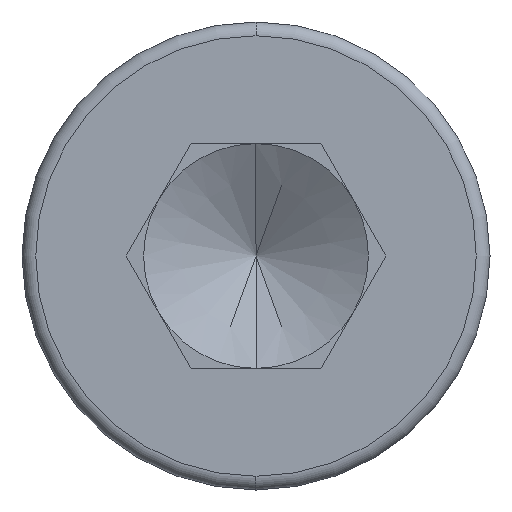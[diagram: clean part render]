
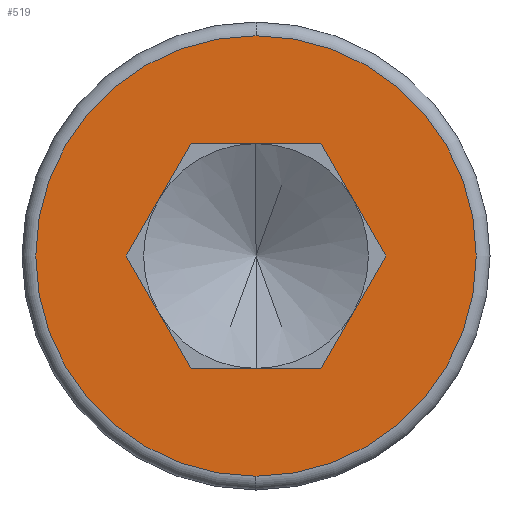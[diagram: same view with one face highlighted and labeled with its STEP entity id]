
A CAD part, left-side view. The second image highlights one B-rep face of the part: STEP entity #519.
In plain terms, the highlighted planar face has unit normal (-1, 0, 0).
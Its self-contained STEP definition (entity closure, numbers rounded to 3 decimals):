
#3 = AXIS2_PLACEMENT_3D ( 'NONE', #437, #130, #391 ) ;
#4 = LINE ( 'NONE', #251, #237 ) ;
#16 = VECTOR ( 'NONE', #256, 1000. ) ;
#24 = LINE ( 'NONE', #509, #16 ) ;
#27 = ORIENTED_EDGE ( 'NONE', *, *, #661, .F. ) ;
#34 = CIRCLE ( 'NONE', #3, 4. ) ;
#45 = VERTEX_POINT ( 'NONE', #255 ) ;
#54 = LINE ( 'NONE', #731, #484 ) ;
#57 = PLANE ( 'NONE',  #61 ) ;
#58 = CARTESIAN_POINT ( 'NONE',  ( 0., 0., -4. ) ) ;
#60 = CARTESIAN_POINT ( 'NONE',  ( 0., 2.358, 0. ) ) ;
#61 = AXIS2_PLACEMENT_3D ( 'NONE', #608, #364, #664 ) ;
#66 = EDGE_CURVE ( 'NONE', #518, #171, #138, .T. ) ;
#72 = DIRECTION ( 'NONE',  ( 0., -0.5, -0.866 ) ) ;
#91 = EDGE_CURVE ( 'NONE', #518, #645, #336, .T. ) ;
#95 = EDGE_LOOP ( 'NONE', ( #272, #139, #687, #160, #27, #343 ) ) ;
#130 = DIRECTION ( 'NONE',  ( -1., 0., 0. ) ) ;
#133 = DIRECTION ( 'NONE',  ( 0., 1., 0. ) ) ;
#138 = LINE ( 'NONE', #259, #531 ) ;
#139 = ORIENTED_EDGE ( 'NONE', *, *, #475, .F. ) ;
#140 = DIRECTION ( 'NONE',  ( -1., 0., 0. ) ) ;
#154 = VERTEX_POINT ( 'NONE', #520 ) ;
#160 = ORIENTED_EDGE ( 'NONE', *, *, #556, .T. ) ;
#171 = VERTEX_POINT ( 'NONE', #640 ) ;
#179 = VECTOR ( 'NONE', #242, 1000. ) ;
#215 = ORIENTED_EDGE ( 'NONE', *, *, #732, .T. ) ;
#237 = VECTOR ( 'NONE', #133, 1000. ) ;
#242 = DIRECTION ( 'NONE',  ( 0., -0.5, -0.866 ) ) ;
#251 = CARTESIAN_POINT ( 'NONE',  ( 0., -1.179, 2.042 ) ) ;
#253 = FACE_OUTER_BOUND ( 'NONE', #596, .T. ) ;
#255 = CARTESIAN_POINT ( 'NONE',  ( 0., -2.358, 0. ) ) ;
#256 = DIRECTION ( 'NONE',  ( 0., -1., 0. ) ) ;
#259 = CARTESIAN_POINT ( 'NONE',  ( 0., 2.358, 0. ) ) ;
#272 = ORIENTED_EDGE ( 'NONE', *, *, #91, .T. ) ;
#328 = CARTESIAN_POINT ( 'NONE',  ( 0., 2.358, 0. ) ) ;
#336 = LINE ( 'NONE', #328, #726 ) ;
#343 = ORIENTED_EDGE ( 'NONE', *, *, #66, .F. ) ;
#364 = DIRECTION ( 'NONE',  ( -1., 0., 0. ) ) ;
#387 = ORIENTED_EDGE ( 'NONE', *, *, #721, .T. ) ;
#391 = DIRECTION ( 'NONE',  ( 0., 0., 1. ) ) ;
#423 = DIRECTION ( 'NONE',  ( 0., 0.5, -0.866 ) ) ;
#437 = CARTESIAN_POINT ( 'NONE',  ( 0., 0., 0. ) ) ;
#454 = VERTEX_POINT ( 'NONE', #58 ) ;
#475 = EDGE_CURVE ( 'NONE', #154, #645, #4, .T. ) ;
#484 = VECTOR ( 'NONE', #423, 1000. ) ;
#509 = CARTESIAN_POINT ( 'NONE',  ( 0., 1.179, -2.042 ) ) ;
#510 = EDGE_CURVE ( 'NONE', #154, #45, #727, .T. ) ;
#511 = VERTEX_POINT ( 'NONE', #670 ) ;
#512 = DIRECTION ( 'NONE',  ( 0., -0.5, 0.866 ) ) ;
#517 = AXIS2_PLACEMENT_3D ( 'NONE', #688, #140, #553 ) ;
#518 = VERTEX_POINT ( 'NONE', #60 ) ;
#519 = ADVANCED_FACE ( 'NONE', ( #673, #253 ), #57, .T. ) ;
#520 = CARTESIAN_POINT ( 'NONE',  ( 0., -1.179, 2.042 ) ) ;
#531 = VECTOR ( 'NONE', #72, 1000. ) ;
#541 = CARTESIAN_POINT ( 'NONE',  ( 0., -1.179, -2.042 ) ) ;
#553 = DIRECTION ( 'NONE',  ( 0., 0., 1. ) ) ;
#556 = EDGE_CURVE ( 'NONE', #45, #625, #54, .T. ) ;
#596 = EDGE_LOOP ( 'NONE', ( #215, #387 ) ) ;
#608 = CARTESIAN_POINT ( 'NONE',  ( 0., 0., 0. ) ) ;
#625 = VERTEX_POINT ( 'NONE', #541 ) ;
#632 = CIRCLE ( 'NONE', #517, 4. ) ;
#633 = CARTESIAN_POINT ( 'NONE',  ( 0., 1.179, 2.042 ) ) ;
#640 = CARTESIAN_POINT ( 'NONE',  ( 0., 1.179, -2.042 ) ) ;
#645 = VERTEX_POINT ( 'NONE', #633 ) ;
#661 = EDGE_CURVE ( 'NONE', #171, #625, #24, .T. ) ;
#664 = DIRECTION ( 'NONE',  ( 0., 0., 1. ) ) ;
#670 = CARTESIAN_POINT ( 'NONE',  ( 0., 0., 4. ) ) ;
#673 = FACE_BOUND ( 'NONE', #95, .T. ) ;
#687 = ORIENTED_EDGE ( 'NONE', *, *, #510, .T. ) ;
#688 = CARTESIAN_POINT ( 'NONE',  ( 0., 0., 0. ) ) ;
#721 = EDGE_CURVE ( 'NONE', #454, #511, #632, .T. ) ;
#722 = CARTESIAN_POINT ( 'NONE',  ( 0., -1.179, 2.042 ) ) ;
#726 = VECTOR ( 'NONE', #512, 1000. ) ;
#727 = LINE ( 'NONE', #722, #179 ) ;
#731 = CARTESIAN_POINT ( 'NONE',  ( 0., -2.358, 0. ) ) ;
#732 = EDGE_CURVE ( 'NONE', #511, #454, #34, .T. ) ;
